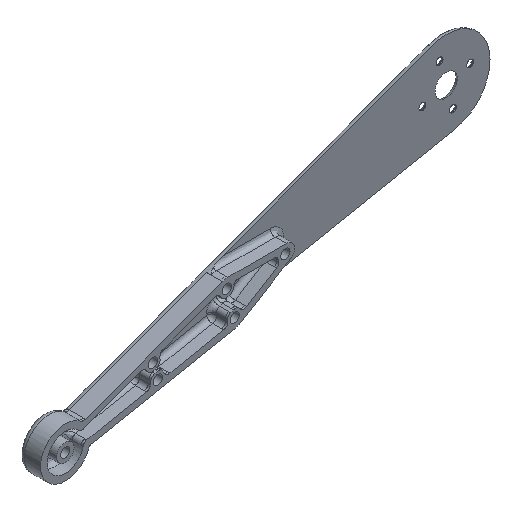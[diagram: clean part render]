
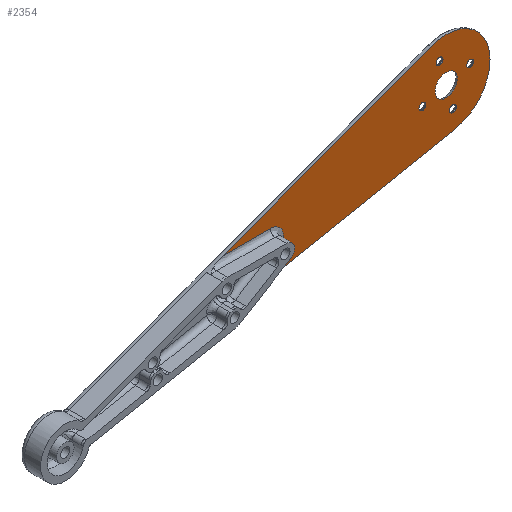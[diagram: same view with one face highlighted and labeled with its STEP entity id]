
A CAD part, isometric view. The second image highlights one B-rep face of the part: STEP entity #2354.
In plain terms, the highlighted planar face has unit normal (0, -1, 0).
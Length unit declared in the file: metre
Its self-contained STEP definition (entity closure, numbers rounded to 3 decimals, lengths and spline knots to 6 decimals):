
#201=LINE('',#15107,#275);
#202=LINE('',#15127,#276);
#275=VECTOR('',#2684,1.);
#276=VECTOR('',#2685,1.);
#298=CIRCLE('',#2456,0.0265);
#299=CIRCLE('',#2458,0.0021);
#300=CIRCLE('',#2459,0.0021);
#301=CIRCLE('',#2460,0.0021);
#302=CIRCLE('',#2461,0.0021);
#865=ORIENTED_EDGE('',*,*,#1304,.T.);
#866=ORIENTED_EDGE('',*,*,#1305,.F.);
#867=ORIENTED_EDGE('',*,*,#1306,.F.);
#868=ORIENTED_EDGE('',*,*,#1307,.F.);
#869=ORIENTED_EDGE('',*,*,#1308,.F.);
#870=ORIENTED_EDGE('',*,*,#1309,.F.);
#871=ORIENTED_EDGE('',*,*,#1310,.T.);
#872=ORIENTED_EDGE('',*,*,#1311,.T.);
#873=ORIENTED_EDGE('',*,*,#1312,.T.);
#874=ORIENTED_EDGE('',*,*,#1313,.T.);
#875=ORIENTED_EDGE('',*,*,#1303,.F.);
#1303=EDGE_CURVE('',#1550,#1547,#298,.T.);
#1304=EDGE_CURVE('',#1551,#1551,#1787,.T.);
#1305=EDGE_CURVE('',#1552,#1552,#299,.F.);
#1306=EDGE_CURVE('',#1553,#1553,#300,.F.);
#1307=EDGE_CURVE('',#1554,#1554,#301,.F.);
#1308=EDGE_CURVE('',#1555,#1555,#302,.F.);
#1309=EDGE_CURVE('',#1556,#1550,#201,.T.);
#1310=EDGE_CURVE('',#1556,#1557,#1788,.T.);
#1311=EDGE_CURVE('',#1557,#1558,#1789,.T.);
#1312=EDGE_CURVE('',#1558,#1559,#1790,.T.);
#1313=EDGE_CURVE('',#1559,#1547,#202,.T.);
#1547=VERTEX_POINT('',#15055);
#1550=VERTEX_POINT('',#15076);
#1551=VERTEX_POINT('',#15098);
#1552=VERTEX_POINT('',#15100);
#1553=VERTEX_POINT('',#15102);
#1554=VERTEX_POINT('',#15104);
#1555=VERTEX_POINT('',#15106);
#1556=VERTEX_POINT('',#15108);
#1557=VERTEX_POINT('',#15113);
#1558=VERTEX_POINT('',#15121);
#1559=VERTEX_POINT('',#15126);
#1787=B_SPLINE_CURVE_WITH_KNOTS('',3,(#15079,#15080,#15081,#15082,#15083,
#15084,#15085,#15086,#15087,#15088,#15089,#15090,#15091,#15092,#15093,#15094,
#15095,#15096,#15097),.UNSPECIFIED.,.T.,.F.,(1,1,1,1,1,1,1,1,1,1,1,1,1,
1,1,1,1,1,1,1,1,1,1),(-0.190789,-0.128289,-0.065789,
0.,0.059375,0.121719,0.184211,0.246711,0.309211,0.371711,
0.434211,0.496711,0.559211,0.621711,
0.684211,0.746711,0.809211,0.871711,
0.934211,1.,1.059375,1.121719,1.184211),.UNSPECIFIED.);
#1788=B_SPLINE_CURVE_WITH_KNOTS('',3,(#15109,#15110,#15111,#15112),
 .UNSPECIFIED.,.F.,.F.,(4,4),(0.,1.),.UNSPECIFIED.);
#1789=B_SPLINE_CURVE_WITH_KNOTS('',3,(#15114,#15115,#15116,#15117,#15118,
#15119,#15120),.UNSPECIFIED.,.F.,.F.,(4,1,1,1,4),(0.,0.25,0.5,0.75,1.),
 .UNSPECIFIED.);
#1790=B_SPLINE_CURVE_WITH_KNOTS('',3,(#15122,#15123,#15124,#15125),
 .UNSPECIFIED.,.F.,.F.,(4,4),(0.,1.),.UNSPECIFIED.);
#1968=EDGE_LOOP('',(#865));
#1969=EDGE_LOOP('',(#866));
#1970=EDGE_LOOP('',(#867));
#1971=EDGE_LOOP('',(#868));
#1972=EDGE_LOOP('',(#869));
#1973=EDGE_LOOP('',(#870,#871,#872,#873,#874,#875));
#2151=FACE_BOUND('',#1968,.T.);
#2152=FACE_BOUND('',#1969,.T.);
#2153=FACE_BOUND('',#1970,.T.);
#2154=FACE_BOUND('',#1971,.T.);
#2155=FACE_BOUND('',#1972,.T.);
#2156=FACE_BOUND('',#1973,.T.);
#2227=PLANE('',#2457);
#2354=ADVANCED_FACE('',(#2151,#2152,#2153,#2154,#2155,#2156),#2227,.F.);
#2456=AXIS2_PLACEMENT_3D('',#15077,#2672,#2673);
#2457=AXIS2_PLACEMENT_3D('',#15078,#2674,#2675);
#2458=AXIS2_PLACEMENT_3D('',#15099,#2676,#2677);
#2459=AXIS2_PLACEMENT_3D('',#15101,#2678,#2679);
#2460=AXIS2_PLACEMENT_3D('',#15103,#2680,#2681);
#2461=AXIS2_PLACEMENT_3D('',#15105,#2682,#2683);
#2672=DIRECTION('',(0.,1.,0.));
#2673=DIRECTION('',(-0.963,0.,-0.271));
#2674=DIRECTION('',(0.,1.,0.));
#2675=DIRECTION('',(-0.271,0.,0.963));
#2676=DIRECTION('',(0.,1.,0.));
#2677=DIRECTION('',(0.,0.,1.));
#2678=DIRECTION('',(0.,1.,0.));
#2679=DIRECTION('',(0.,0.,1.));
#2680=DIRECTION('',(0.,1.,0.));
#2681=DIRECTION('',(0.,0.,1.));
#2682=DIRECTION('',(0.,1.,0.));
#2683=DIRECTION('',(0.,0.,1.));
#2684=DIRECTION('',(0.938,0.,0.347));
#2685=DIRECTION('',(0.981,0.,0.192));
#15055=CARTESIAN_POINT('',(0.2551,-0.00575,-0.026005));
#15076=CARTESIAN_POINT('',(0.240804,-0.00575,0.024853));
#15077=CARTESIAN_POINT('',(0.25,-0.00575,0.));
#15078=CARTESIAN_POINT('',(0.135199,-0.00575,-0.032269));
#15079=CARTESIAN_POINT('',(0.247252,-0.00575,0.006351));
#15080=CARTESIAN_POINT('',(0.249911,-0.00575,0.006912));
#15081=CARTESIAN_POINT('',(0.25256,-0.00575,0.006409));
#15082=CARTESIAN_POINT('',(0.254787,-0.00575,0.004983));
#15083=CARTESIAN_POINT('',(0.256328,-0.00575,0.002777));
#15084=CARTESIAN_POINT('',(0.256909,-0.00575,0.000146));
#15085=CARTESIAN_POINT('',(0.256439,-0.00575,-0.002511));
#15086=CARTESIAN_POINT('',(0.254986,-0.00575,-0.004786));
#15087=CARTESIAN_POINT('',(0.252775,-0.00575,-0.006329));
#15088=CARTESIAN_POINT('',(0.250145,-0.00575,-0.006909));
#15089=CARTESIAN_POINT('',(0.247493,-0.00575,-0.006439));
#15090=CARTESIAN_POINT('',(0.245221,-0.00575,-0.004991));
#15091=CARTESIAN_POINT('',(0.243674,-0.00575,-0.002782));
#15092=CARTESIAN_POINT('',(0.243091,-0.00575,-0.000146));
#15093=CARTESIAN_POINT('',(0.243561,-0.00575,0.002509));
#15094=CARTESIAN_POINT('',(0.245011,-0.00575,0.00478));
#15095=CARTESIAN_POINT('',(0.247252,-0.00575,0.006351));
#15096=CARTESIAN_POINT('',(0.249911,-0.00575,0.006912));
#15097=CARTESIAN_POINT('',(0.25256,-0.00575,0.006409));
#15098=CARTESIAN_POINT('',(0.25,-0.00575,0.006735));
#15099=CARTESIAN_POINT('',(0.245941,-0.00575,0.01444));
#15100=CARTESIAN_POINT('',(0.245941,-0.00575,0.01654));
#15101=CARTESIAN_POINT('',(0.23556,-0.00575,-0.004059));
#15102=CARTESIAN_POINT('',(0.23556,-0.00575,-0.001959));
#15103=CARTESIAN_POINT('',(0.26444,-0.00575,0.004059));
#15104=CARTESIAN_POINT('',(0.26444,-0.00575,0.006159));
#15105=CARTESIAN_POINT('',(0.254059,-0.00575,-0.01444));
#15106=CARTESIAN_POINT('',(0.254059,-0.00575,-0.01234));
#15107=CARTESIAN_POINT('',(0.130304,-0.00575,-0.016031));
#15108=CARTESIAN_POINT('',(0.114218,-0.00575,-0.021982));
#15109=CARTESIAN_POINT('',(0.114218,-0.00575,-0.021982));
#15110=CARTESIAN_POINT('',(0.123923,-0.00575,-0.021982));
#15111=CARTESIAN_POINT('',(0.133629,-0.00575,-0.021982));
#15112=CARTESIAN_POINT('',(0.143334,-0.00575,-0.021982));
#15113=CARTESIAN_POINT('',(0.143334,-0.00575,-0.021982));
#15114=CARTESIAN_POINT('',(0.143334,-0.00575,-0.021982));
#15115=CARTESIAN_POINT('',(0.145063,-0.00575,-0.021982));
#15116=CARTESIAN_POINT('',(0.148516,-0.00575,-0.023143));
#15117=CARTESIAN_POINT('',(0.151595,-0.00575,-0.02766));
#15118=CARTESIAN_POINT('',(0.15132,-0.00575,-0.033121));
#15119=CARTESIAN_POINT('',(0.148978,-0.00575,-0.03591));
#15120=CARTESIAN_POINT('',(0.147502,-0.00575,-0.036811));
#15121=CARTESIAN_POINT('',(0.147502,-0.00575,-0.036811));
#15122=CARTESIAN_POINT('',(0.147502,-0.00575,-0.036811));
#15123=CARTESIAN_POINT('',(0.139218,-0.00575,-0.041867));
#15124=CARTESIAN_POINT('',(0.130934,-0.00575,-0.046924));
#15125=CARTESIAN_POINT('',(0.12265,-0.00575,-0.051981));
#15126=CARTESIAN_POINT('',(0.12265,-0.00575,-0.051981));
#15127=CARTESIAN_POINT('',(0.139481,-0.00575,-0.04868));
